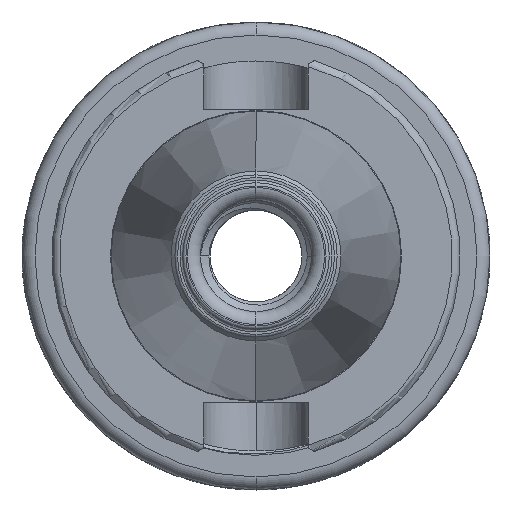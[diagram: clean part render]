
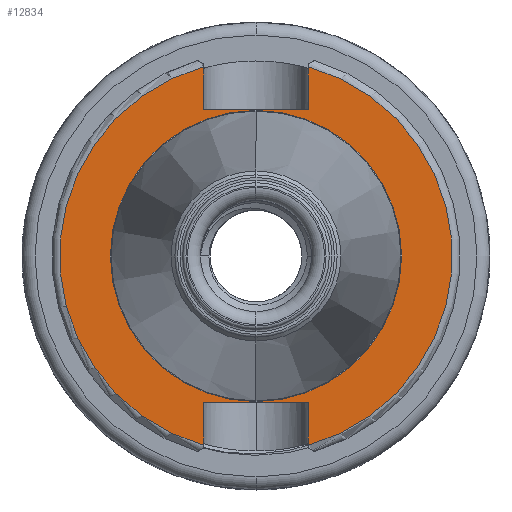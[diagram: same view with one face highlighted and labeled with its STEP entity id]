
A CAD part, left-side view. The second image highlights one B-rep face of the part: STEP entity #12834.
In plain terms, the highlighted planar face has unit normal (-1, 0, 0).
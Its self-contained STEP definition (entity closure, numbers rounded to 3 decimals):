
#534 = CIRCLE ( 'NONE', #21703, 22.398 ) ;
#855 = FACE_BOUND ( 'NONE', #7381, .T. ) ;
#868 = FACE_OUTER_BOUND ( 'NONE', #7364, .T. ) ;
#2180 = CARTESIAN_POINT ( 'NONE',  ( -5., 8.075, 29.1 ) ) ;
#2186 = CARTESIAN_POINT ( 'NONE',  ( -5., -8.075, 29.1 ) ) ;
#2303 = CARTESIAN_POINT ( 'NONE',  ( -5., -8.075, -29.1 ) ) ;
#2339 = CARTESIAN_POINT ( 'NONE',  ( -5., 8.075, 22.5 ) ) ;
#2359 = CARTESIAN_POINT ( 'NONE',  ( -5., -8.075, 22.5 ) ) ;
#2377 = CARTESIAN_POINT ( 'NONE',  ( -5., -8.075, -22.5 ) ) ;
#2397 = CARTESIAN_POINT ( 'NONE',  ( -5., 8.075, -29.1 ) ) ;
#2547 = CARTESIAN_POINT ( 'NONE',  ( -5., 8.075, -22.5 ) ) ;
#3481 = DIRECTION ( 'NONE',  ( 0., 0., 1. ) ) ;
#3485 = CARTESIAN_POINT ( 'NONE',  ( -5., 8.075, -31.4 ) ) ;
#3504 = CARTESIAN_POINT ( 'NONE',  ( -5., -8.075, 22.5 ) ) ;
#3508 = DIRECTION ( 'NONE',  ( 0., -1., 0. ) ) ;
#3590 = EDGE_CURVE ( 'NONE', #16448, #16444, #534, .T. ) ;
#3914 = CIRCLE ( 'NONE', #20911, 30.2 ) ;
#3922 = VECTOR ( 'NONE', #22548, 1000. ) ;
#3926 = VECTOR ( 'NONE', #23040, 1000. ) ;
#3938 = LINE ( 'NONE', #23035, #3926 ) ;
#3947 = LINE ( 'NONE', #22543, #3922 ) ;
#3952 = CIRCLE ( 'NONE', #20947, 22.398 ) ;
#3954 = VECTOR ( 'NONE', #22385, 1000. ) ;
#3956 = VECTOR ( 'NONE', #22494, 1000. ) ;
#3961 = LINE ( 'NONE', #22352, #3954 ) ;
#3963 = CIRCLE ( 'NONE', #20952, 30.2 ) ;
#3970 = LINE ( 'NONE', #22502, #3956 ) ;
#3992 = LINE ( 'NONE', #3504, #4008 ) ;
#4000 = LINE ( 'NONE', #3485, #4024 ) ;
#4008 = VECTOR ( 'NONE', #3508, 1000. ) ;
#4024 = VECTOR ( 'NONE', #3481, 1000. ) ;
#5955 = PLANE ( 'NONE',  #21815 ) ;
#5959 = DIRECTION ( 'NONE',  ( 0., 0., -1. ) ) ;
#5982 = DIRECTION ( 'NONE',  ( 1., 0., 0. ) ) ;
#5985 = CARTESIAN_POINT ( 'NONE',  ( -5., 22.398, 0. ) ) ;
#6505 = ORIENTED_EDGE ( 'NONE', *, *, #21529, .F. ) ;
#6507 = ORIENTED_EDGE ( 'NONE', *, *, #21505, .T. ) ;
#6517 = ORIENTED_EDGE ( 'NONE', *, *, #21562, .F. ) ;
#6525 = ORIENTED_EDGE ( 'NONE', *, *, #21589, .F. ) ;
#6574 = ORIENTED_EDGE ( 'NONE', *, *, #3590, .F. ) ;
#6594 = ORIENTED_EDGE ( 'NONE', *, *, #21475, .T. ) ;
#6609 = ORIENTED_EDGE ( 'NONE', *, *, #21520, .T. ) ;
#6615 = ORIENTED_EDGE ( 'NONE', *, *, #21599, .T. ) ;
#6621 = ORIENTED_EDGE ( 'NONE', *, *, #21555, .F. ) ;
#6622 = ORIENTED_EDGE ( 'NONE', *, *, #21543, .T. ) ;
#7364 = EDGE_LOOP ( 'NONE', ( #6594, #6615, #6507, #6505, #6622, #6609, #6525, #6517 ) ) ;
#7381 = EDGE_LOOP ( 'NONE', ( #6621, #6574 ) ) ;
#12834 = ADVANCED_FACE ( 'NONE', ( #868, #855 ), #5955, .F. ) ;
#15295 = CARTESIAN_POINT ( 'NONE',  ( -5., 0., -22.398 ) ) ;
#15347 = CARTESIAN_POINT ( 'NONE',  ( -5., 0., 22.398 ) ) ;
#16444 = VERTEX_POINT ( 'NONE', #15347 ) ;
#16448 = VERTEX_POINT ( 'NONE', #15295 ) ;
#20911 = AXIS2_PLACEMENT_3D ( 'NONE', #22129, #22121, #22131 ) ;
#20947 = AXIS2_PLACEMENT_3D ( 'NONE', #22816, #22860, #22866 ) ;
#20952 = AXIS2_PLACEMENT_3D ( 'NONE', #22741, #22706, #22733 ) ;
#21475 = EDGE_CURVE ( 'NONE', #26767, #26806, #3914, .T. ) ;
#21505 = EDGE_CURVE ( 'NONE', #26877, #26848, #3961, .T. ) ;
#21520 = EDGE_CURVE ( 'NONE', #26772, #26850, #3970, .T. ) ;
#21529 = EDGE_CURVE ( 'NONE', #26841, #26848, #3947, .T. ) ;
#21543 = EDGE_CURVE ( 'NONE', #26841, #26772, #3963, .T. ) ;
#21555 = EDGE_CURVE ( 'NONE', #16444, #16448, #3952, .T. ) ;
#21562 = EDGE_CURVE ( 'NONE', #26767, #26825, #3938, .T. ) ;
#21589 = EDGE_CURVE ( 'NONE', #26825, #26850, #3992, .T. ) ;
#21599 = EDGE_CURVE ( 'NONE', #26806, #26877, #4000, .T. ) ;
#21703 = AXIS2_PLACEMENT_3D ( 'NONE', #24521, #24501, #24545 ) ;
#21815 = AXIS2_PLACEMENT_3D ( 'NONE', #5985, #5982, #5959 ) ;
#22121 = DIRECTION ( 'NONE',  ( -1., 0., 0. ) ) ;
#22129 = CARTESIAN_POINT ( 'NONE',  ( -5., 0., 0. ) ) ;
#22131 = DIRECTION ( 'NONE',  ( 0., 0., 1. ) ) ;
#22352 = CARTESIAN_POINT ( 'NONE',  ( -5., -8.075, -22.5 ) ) ;
#22385 = DIRECTION ( 'NONE',  ( 0., -1., 0. ) ) ;
#22494 = DIRECTION ( 'NONE',  ( 0., 0., -1. ) ) ;
#22502 = CARTESIAN_POINT ( 'NONE',  ( -5., -8.075, 31.4 ) ) ;
#22543 = CARTESIAN_POINT ( 'NONE',  ( -5., -8.075, -31.4 ) ) ;
#22548 = DIRECTION ( 'NONE',  ( 0., 0., 1. ) ) ;
#22706 = DIRECTION ( 'NONE',  ( -1., 0., 0. ) ) ;
#22733 = DIRECTION ( 'NONE',  ( 0., 0., 1. ) ) ;
#22741 = CARTESIAN_POINT ( 'NONE',  ( -5., 0., 0. ) ) ;
#22816 = CARTESIAN_POINT ( 'NONE',  ( -5., 0., 0. ) ) ;
#22860 = DIRECTION ( 'NONE',  ( -1., 0., 0. ) ) ;
#22866 = DIRECTION ( 'NONE',  ( 0., 0., 1. ) ) ;
#23035 = CARTESIAN_POINT ( 'NONE',  ( -5., 8.075, 31.4 ) ) ;
#23040 = DIRECTION ( 'NONE',  ( 0., 0., -1. ) ) ;
#24501 = DIRECTION ( 'NONE',  ( -1., 0., 0. ) ) ;
#24521 = CARTESIAN_POINT ( 'NONE',  ( -5., 0., 0. ) ) ;
#24545 = DIRECTION ( 'NONE',  ( 0., 0., 1. ) ) ;
#26767 = VERTEX_POINT ( 'NONE', #2180 ) ;
#26772 = VERTEX_POINT ( 'NONE', #2186 ) ;
#26806 = VERTEX_POINT ( 'NONE', #2397 ) ;
#26825 = VERTEX_POINT ( 'NONE', #2339 ) ;
#26841 = VERTEX_POINT ( 'NONE', #2303 ) ;
#26848 = VERTEX_POINT ( 'NONE', #2377 ) ;
#26850 = VERTEX_POINT ( 'NONE', #2359 ) ;
#26877 = VERTEX_POINT ( 'NONE', #2547 ) ;
